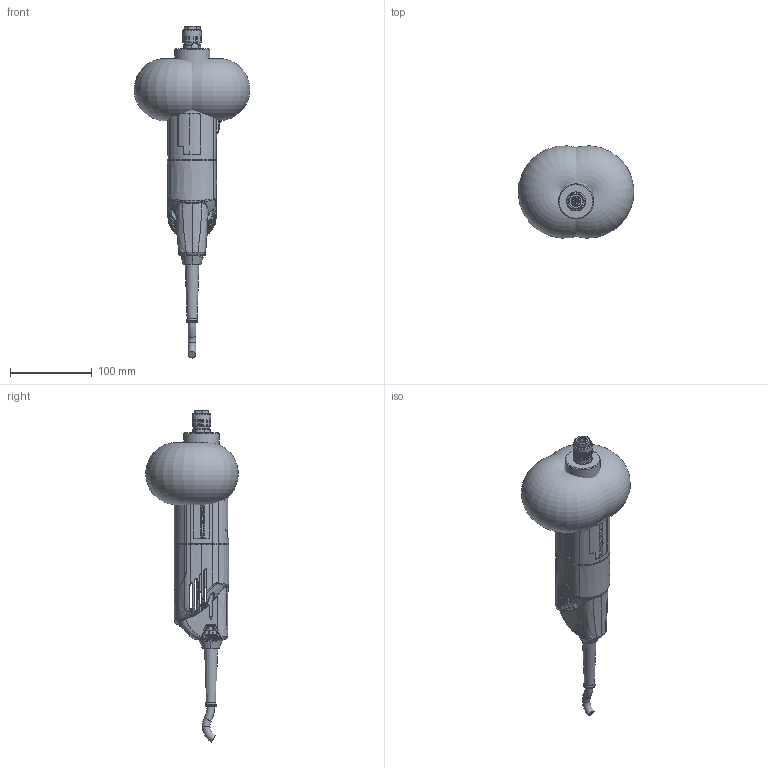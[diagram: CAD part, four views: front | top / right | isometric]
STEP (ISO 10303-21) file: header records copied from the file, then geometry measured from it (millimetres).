
FILE_DESCRIPTION(/* description */ ('Alibre Inc.'),/* implementation_level */ '2;1');
FILE_NAME(/* name */ 'export-593991AF-5F61-4DEB-96BC-F81A77AAEC28',/* time_stamp */ '2021-01-05T11:06:42+01:00',/* author */ (''),/* organization */ (''),/* preprocessor_version */ 'ST-DEVELOPER v17',/* originating_system */ 'Alibre',/* authorisation */ '');
FILE_SCHEMA (('AUTOMOTIVE_DESIGN'));
Products named in the file (21): schl133CCDC3wve1
Bounding box: 141.03 x 112.85 x 405.19 mm (x, y, z)
Volume: 1280756.2 mm3; surface area: 336462.2 mm2
Topology: 20 solids, 66 shells, 4968 faces, 13274 edges, 8399 vertices
Faces by surface type: plane 1949, bspline 1483, cylinder 972, cone 266, torus 203, sphere 95
Full cylindrical faces by diameter (mm): 2.5 x2, 3 x1, 3.5 x1, 3.8 x1, 4 x3, 4.2 x4, 4.3 x2, 6 x1, 6.5 x1, 7.2 x3, 8 x1, 8.05 x1, 8.2 x1, 9.2 x1, 10 x1, 10.5 x1, 12 x1, 14.76 x1, 15 x1, 17 x2, 18 x1, 18.5 x1, 20 x1, 20.16 x6, 21.918 x1, 22 x6, 23 x2, 23.5 x1, 24 x1, 28 x1
Entity records: 581407 total; most frequent: CARTESIAN_POINT 473917, ORIENTED_EDGE 26310, DIRECTION 14928, EDGE_CURVE 13155, VERTEX_POINT 8392, VECTOR 5926, LINE 5926, AXIS2_PLACEMENT_3D 5545
